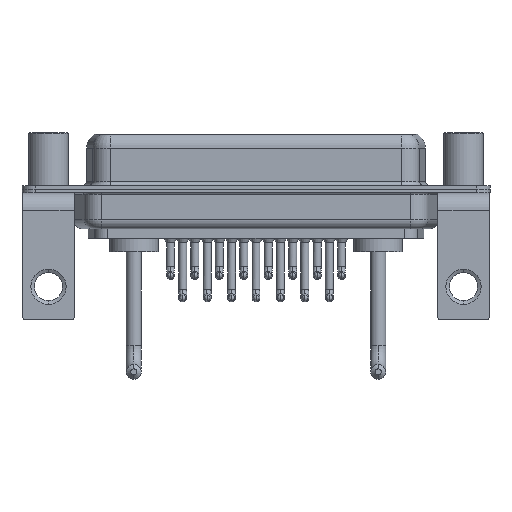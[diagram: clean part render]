
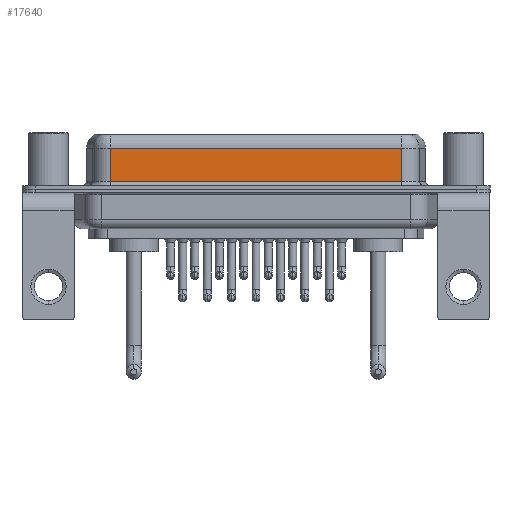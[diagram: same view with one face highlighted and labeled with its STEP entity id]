
A CAD part, front view. The second image highlights one B-rep face of the part: STEP entity #17640.
In plain terms, the highlighted planar face has unit normal (0, -1, 0).
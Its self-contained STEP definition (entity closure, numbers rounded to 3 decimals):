
#980 = CARTESIAN_POINT ( 'NONE',  ( 7.013, -3.95, 4.65 ) ) ;
#1788 = VERTEX_POINT ( 'NONE', #17387 ) ;
#2124 = CARTESIAN_POINT ( 'NONE',  ( 40.037, -3.95, 0.9 ) ) ;
#2269 = LINE ( 'NONE', #16670, #21412 ) ;
#3578 = LINE ( 'NONE', #21643, #4378 ) ;
#4378 = VECTOR ( 'NONE', #10765, 1000. ) ;
#4863 = DIRECTION ( 'NONE',  ( 0., 1., 0. ) ) ;
#6323 = VERTEX_POINT ( 'NONE', #22273 ) ;
#8036 = EDGE_LOOP ( 'NONE', ( #22013, #9236, #21607, #8528 ) ) ;
#8528 = ORIENTED_EDGE ( 'NONE', *, *, #20747, .T. ) ;
#8820 = CARTESIAN_POINT ( 'NONE',  ( 40.037, -3.95, 6.4 ) ) ;
#9236 = ORIENTED_EDGE ( 'NONE', *, *, #22246, .T. ) ;
#9496 = VERTEX_POINT ( 'NONE', #980 ) ;
#10765 = DIRECTION ( 'NONE',  ( 1., 0., 0. ) ) ;
#11937 = DIRECTION ( 'NONE',  ( 0., 0., 1. ) ) ;
#13711 = VECTOR ( 'NONE', #23376, 1000. ) ;
#14465 = AXIS2_PLACEMENT_3D ( 'NONE', #15847, #4863, #11937 ) ;
#14651 = DIRECTION ( 'NONE',  ( 0., 0., -1. ) ) ;
#15847 = CARTESIAN_POINT ( 'NONE',  ( 40.037, -3.95, 6.4 ) ) ;
#16670 = CARTESIAN_POINT ( 'NONE',  ( 40.037, -3.95, 4.65 ) ) ;
#17387 = CARTESIAN_POINT ( 'NONE',  ( 7.013, -3.95, 0.9 ) ) ;
#17640 = ADVANCED_FACE ( 'NONE', ( #19141 ), #19497, .F. ) ;
#18245 = EDGE_CURVE ( 'NONE', #6323, #21272, #21474, .T. ) ;
#18636 = CARTESIAN_POINT ( 'NONE',  ( 7.013, -3.95, 6.4 ) ) ;
#19141 = FACE_OUTER_BOUND ( 'NONE', #8036, .T. ) ;
#19497 = PLANE ( 'NONE',  #14465 ) ;
#20227 = DIRECTION ( 'NONE',  ( -1., 0., 0. ) ) ;
#20747 = EDGE_CURVE ( 'NONE', #1788, #21272, #3578, .T. ) ;
#21013 = VECTOR ( 'NONE', #14651, 1000. ) ;
#21268 = EDGE_CURVE ( 'NONE', #9496, #1788, #21851, .T. ) ;
#21272 = VERTEX_POINT ( 'NONE', #2124 ) ;
#21412 = VECTOR ( 'NONE', #20227, 1000. ) ;
#21474 = LINE ( 'NONE', #8820, #13711 ) ;
#21607 = ORIENTED_EDGE ( 'NONE', *, *, #21268, .T. ) ;
#21643 = CARTESIAN_POINT ( 'NONE',  ( 40.037, -3.95, 0.9 ) ) ;
#21851 = LINE ( 'NONE', #18636, #21013 ) ;
#22013 = ORIENTED_EDGE ( 'NONE', *, *, #18245, .F. ) ;
#22246 = EDGE_CURVE ( 'NONE', #6323, #9496, #2269, .T. ) ;
#22273 = CARTESIAN_POINT ( 'NONE',  ( 40.037, -3.95, 4.65 ) ) ;
#23376 = DIRECTION ( 'NONE',  ( 0., 0., -1. ) ) ;
